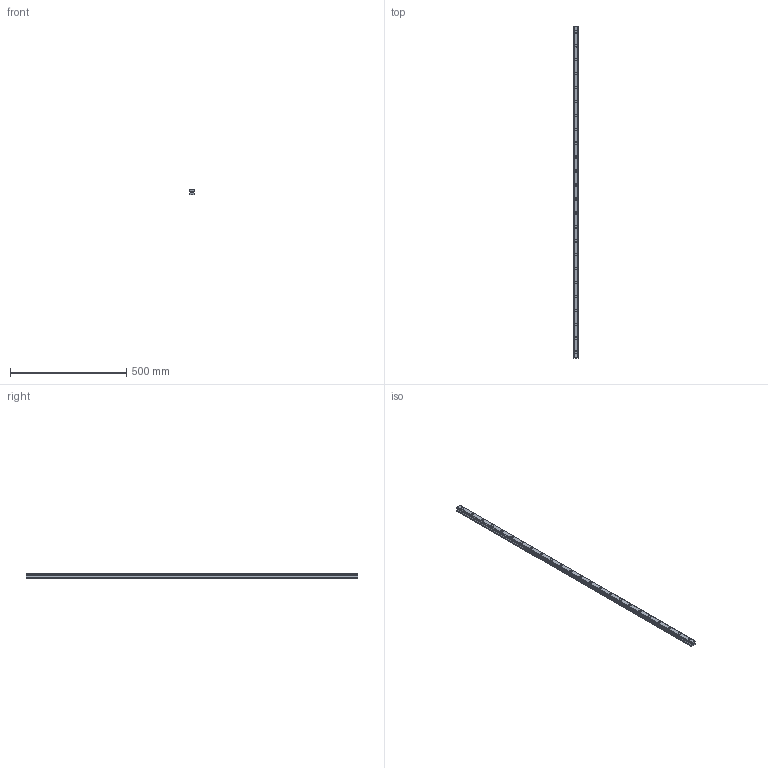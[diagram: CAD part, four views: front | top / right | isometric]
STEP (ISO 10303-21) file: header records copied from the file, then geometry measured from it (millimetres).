
FILE_DESCRIPTION(('STEP AP214'),'1');
FILE_NAME('cctmp_ED60606A-01F6-4F7C-B9AD-3B82DA61E6E4_2020_6_9_11_9_26_530..stp','2020-06-09T09:09:26',('HIWIN GmbH'),('CADClick - www.CADClick.com'),'Spatial InterOp 3D',' ','unknown authorization');
FILE_SCHEMA(('AUTOMOTIVE_DESIGN'));
Length unit declared in the file: millimetre
Products named in the file (1): HGR25R1430H_FILE
Bounding box: 23 x 1430 x 22 mm (x, y, z)
Volume: 594292.8 mm3; surface area: 147459.9 mm2
Topology: 1 solids, 1 shells, 399 faces, 1035 edges, 690 vertices
Faces by surface type: plane 233, cylinder 166
Entity records: 15669 total; most frequent: DIRECTION 2359, CARTESIAN_POINT 2125, ORIENTED_EDGE 2070, EDGE_CURVE 1035, AXIS2_PLACEMENT_3D 924, VERTEX_POINT 690, LINE 511, VECTOR 511
